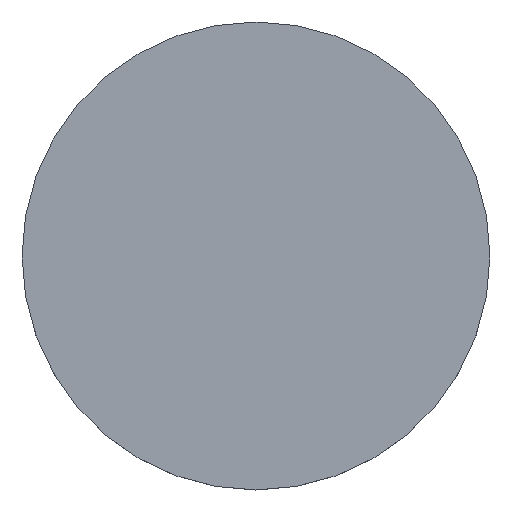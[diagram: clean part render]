
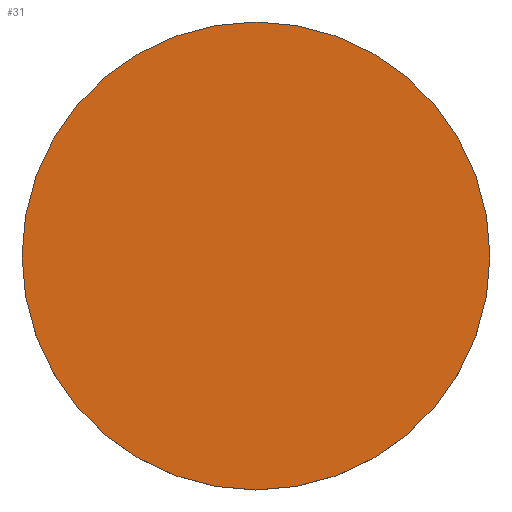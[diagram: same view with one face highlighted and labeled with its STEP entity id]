
A CAD part, top view. The second image highlights one B-rep face of the part: STEP entity #31.
In plain terms, the highlighted planar face has unit normal (0, 0, 1).
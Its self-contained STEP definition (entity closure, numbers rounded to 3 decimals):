
#2 = CARTESIAN_POINT ( 'NONE',  ( -12.7, 0., 5. ) ) ;
#3 = DIRECTION ( 'NONE',  ( 1., 0., 0. ) ) ;
#13 = VERTEX_POINT ( 'NONE', #2 ) ;
#15 = VERTEX_POINT ( 'NONE', #94 ) ;
#20 = DIRECTION ( 'NONE',  ( 1., 0., 0. ) ) ;
#25 = ORIENTED_EDGE ( 'NONE', *, *, #231, .F. ) ;
#30 = AXIS2_PLACEMENT_3D ( 'NONE', #125, #218, #20 ) ;
#31 = ADVANCED_FACE ( 'NONE', ( #216 ), #39, .T. ) ;
#32 = CIRCLE ( 'NONE', #63, 12.7 ) ;
#39 = PLANE ( 'NONE',  #30 ) ;
#63 = AXIS2_PLACEMENT_3D ( 'NONE', #193, #146, #3 ) ;
#94 = CARTESIAN_POINT ( 'NONE',  ( 12.7, 0., 5. ) ) ;
#125 = CARTESIAN_POINT ( 'NONE',  ( 0., 26.112, 5. ) ) ;
#146 = DIRECTION ( 'NONE',  ( 0., 0., -1. ) ) ;
#150 = ORIENTED_EDGE ( 'NONE', *, *, #155, .F. ) ;
#155 = EDGE_CURVE ( 'NONE', #15, #13, #32, .T. ) ;
#158 = DIRECTION ( 'NONE',  ( 1., 0., 0. ) ) ;
#180 = CARTESIAN_POINT ( 'NONE',  ( 0., 0., 5. ) ) ;
#193 = CARTESIAN_POINT ( 'NONE',  ( 0., 0., 5. ) ) ;
#202 = AXIS2_PLACEMENT_3D ( 'NONE', #180, #225, #158 ) ;
#216 = FACE_OUTER_BOUND ( 'NONE', #233, .T. ) ;
#218 = DIRECTION ( 'NONE',  ( 0., 0., 1. ) ) ;
#225 = DIRECTION ( 'NONE',  ( 0., 0., -1. ) ) ;
#226 = CIRCLE ( 'NONE', #202, 12.7 ) ;
#231 = EDGE_CURVE ( 'NONE', #13, #15, #226, .T. ) ;
#233 = EDGE_LOOP ( 'NONE', ( #150, #25 ) ) ;
